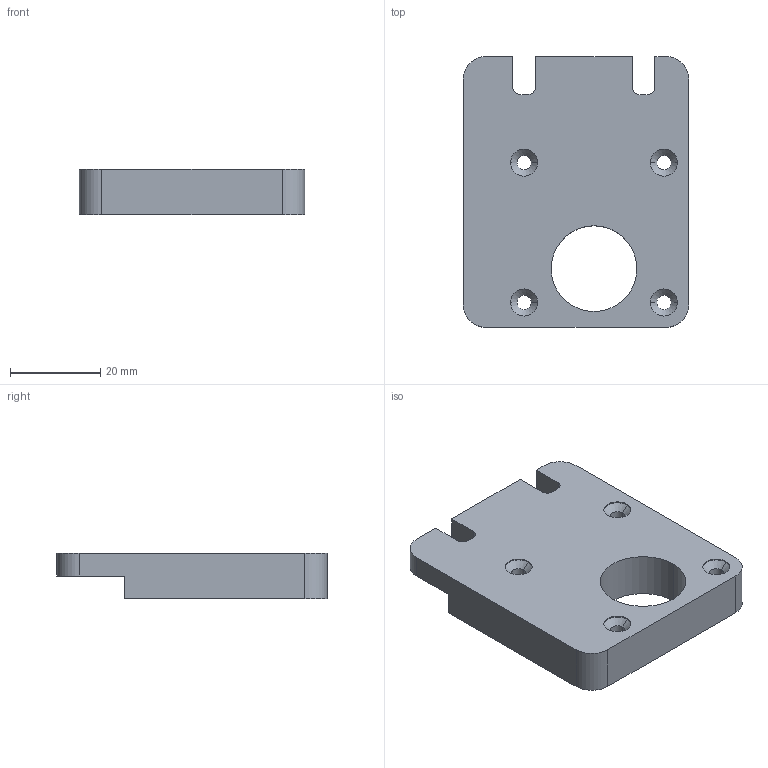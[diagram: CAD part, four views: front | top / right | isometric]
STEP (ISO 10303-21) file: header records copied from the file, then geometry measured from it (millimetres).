
FILE_DESCRIPTION(('Open CASCADE Model'),'2;1');
FILE_NAME('Open CASCADE Shape Model','2019-09-04T20:48:35',('Author'),( 'Open CASCADE'),'Open CASCADE STEP processor 7.2','Open CASCADE 7.2' ,'Unknown');
FILE_SCHEMA(('AUTOMOTIVE_DESIGN { 1 0 10303 214 1 1 1 1 }'));
Length unit declared in the file: millimetre
Products named in the file (1): Open CASCADE STEP translator 7.2 1
Bounding box: 50 x 60 x 10 mm (x, y, z)
Volume: 22449.5 mm3; surface area: 8286.8 mm2
Topology: 1 solids, 1 shells, 55 faces, 139 edges, 90 vertices
Faces by surface type: cylinder 29, plane 18, cone 8
Entity records: 3556 total; most frequent: CARTESIAN_POINT 789, DIRECTION 519, ORIENTED_EDGE 278, PCURVE 278, DEFINITIONAL_REPRESENTATION 278, LINE 247, VECTOR 247, EDGE_CURVE 139
